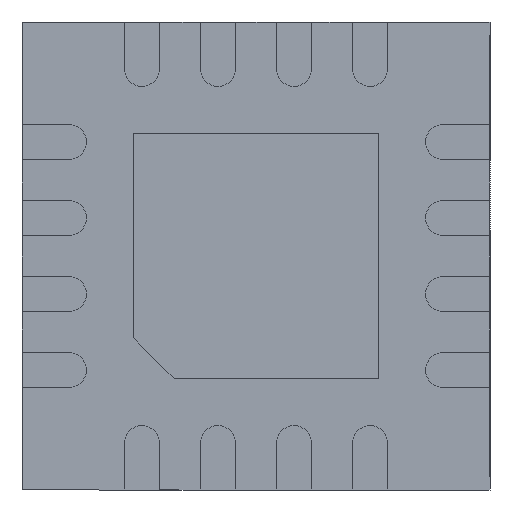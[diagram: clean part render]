
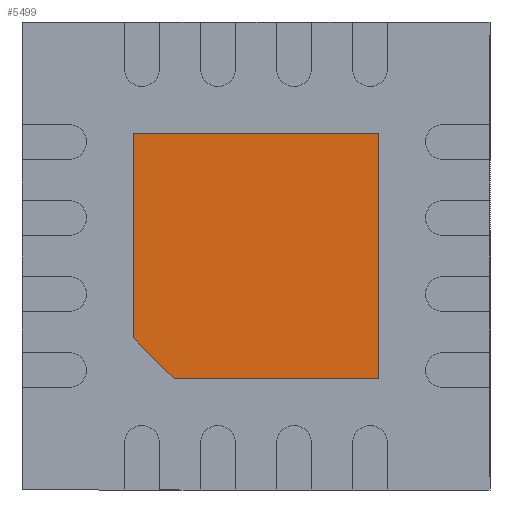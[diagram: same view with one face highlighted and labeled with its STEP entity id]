
A CAD part, front view. The second image highlights one B-rep face of the part: STEP entity #5499.
In plain terms, the highlighted planar face has unit normal (0, -1, 0).
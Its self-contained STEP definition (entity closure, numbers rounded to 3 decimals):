
#128 = AXIS2_PLACEMENT_3D ( 'NONE', #5524, #5583, #2891 ) ;
#149 = ORIENTED_EDGE ( 'NONE', *, *, #5240, .T. ) ;
#233 = EDGE_LOOP ( 'NONE', ( #5183, #4064, #149, #1118, #979 ) ) ;
#374 = VERTEX_POINT ( 'NONE', #3718 ) ;
#468 = LINE ( 'NONE', #2793, #2585 ) ;
#490 = LINE ( 'NONE', #583, #2785 ) ;
#583 = CARTESIAN_POINT ( 'NONE',  ( 1.05, 0., -1.05 ) ) ;
#979 = ORIENTED_EDGE ( 'NONE', *, *, #1330, .T. ) ;
#1118 = ORIENTED_EDGE ( 'NONE', *, *, #4434, .T. ) ;
#1330 = EDGE_CURVE ( 'NONE', #5686, #2406, #468, .T. ) ;
#1454 = PLANE ( 'NONE',  #128 ) ;
#1467 = LINE ( 'NONE', #5651, #3225 ) ;
#1690 = CARTESIAN_POINT ( 'NONE',  ( -1.05, 0., 1.05 ) ) ;
#1938 = DIRECTION ( 'NONE',  ( 0., 0., 1. ) ) ;
#2004 = FACE_OUTER_BOUND ( 'NONE', #233, .T. ) ;
#2216 = DIRECTION ( 'NONE',  ( -1., 0., 0. ) ) ;
#2406 = VERTEX_POINT ( 'NONE', #4536 ) ;
#2514 = VERTEX_POINT ( 'NONE', #4622 ) ;
#2585 = VECTOR ( 'NONE', #4500, 1000. ) ;
#2785 = VECTOR ( 'NONE', #5502, 1000. ) ;
#2793 = CARTESIAN_POINT ( 'NONE',  ( -1.05, 0., -1.05 ) ) ;
#2891 = DIRECTION ( 'NONE',  ( 0., 0., -1. ) ) ;
#3225 = VECTOR ( 'NONE', #4278, 1000. ) ;
#3476 = CARTESIAN_POINT ( 'NONE',  ( 1.05, 0., 1.05 ) ) ;
#3687 = LINE ( 'NONE', #5081, #4322 ) ;
#3718 = CARTESIAN_POINT ( 'NONE',  ( 1.05, 0., -1.05 ) ) ;
#3948 = CARTESIAN_POINT ( 'NONE',  ( -0.7, 0., -1.05 ) ) ;
#4064 = ORIENTED_EDGE ( 'NONE', *, *, #4081, .T. ) ;
#4081 = EDGE_CURVE ( 'NONE', #5637, #374, #490, .T. ) ;
#4278 = DIRECTION ( 'NONE',  ( -0.707, 0., 0.707 ) ) ;
#4322 = VECTOR ( 'NONE', #1938, 1000. ) ;
#4434 = EDGE_CURVE ( 'NONE', #2514, #5686, #4864, .T. ) ;
#4500 = DIRECTION ( 'NONE',  ( 0., 0., -1. ) ) ;
#4536 = CARTESIAN_POINT ( 'NONE',  ( -1.05, 0., -0.7 ) ) ;
#4622 = CARTESIAN_POINT ( 'NONE',  ( 1.05, 0., 1.05 ) ) ;
#4864 = LINE ( 'NONE', #3476, #5462 ) ;
#5081 = CARTESIAN_POINT ( 'NONE',  ( 1.05, 0., -1.05 ) ) ;
#5183 = ORIENTED_EDGE ( 'NONE', *, *, #5318, .F. ) ;
#5240 = EDGE_CURVE ( 'NONE', #374, #2514, #3687, .T. ) ;
#5318 = EDGE_CURVE ( 'NONE', #5637, #2406, #1467, .T. ) ;
#5462 = VECTOR ( 'NONE', #2216, 1000. ) ;
#5499 = ADVANCED_FACE ( 'NONE', ( #2004 ), #1454, .T. ) ;
#5502 = DIRECTION ( 'NONE',  ( 1., 0., 0. ) ) ;
#5524 = CARTESIAN_POINT ( 'NONE',  ( 0., 0., 0. ) ) ;
#5583 = DIRECTION ( 'NONE',  ( 0., -1., 0. ) ) ;
#5637 = VERTEX_POINT ( 'NONE', #3948 ) ;
#5651 = CARTESIAN_POINT ( 'NONE',  ( -0.875, 0., -0.875 ) ) ;
#5686 = VERTEX_POINT ( 'NONE', #1690 ) ;
